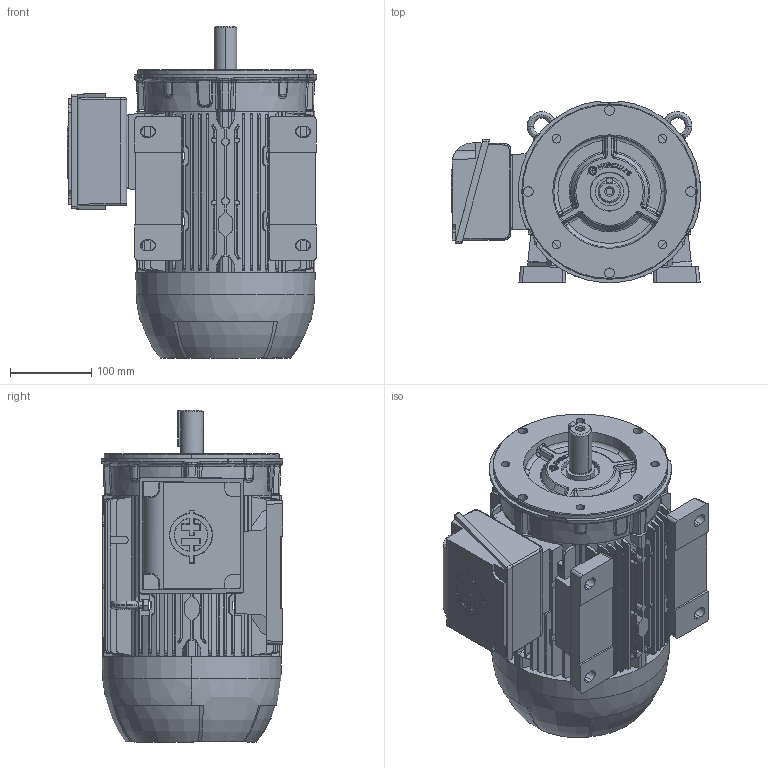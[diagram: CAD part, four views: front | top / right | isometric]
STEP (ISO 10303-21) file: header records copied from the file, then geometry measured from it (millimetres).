
FILE_DESCRIPTION (( 'STEP AP203' ), '1' );
FILE_NAME ('112S_CP_FC_RIGHT.STEP', '2022-06-28T19:57:55', ( '' ), ( '' ), 'SwSTEP 2.0', 'SolidWorks 2020', '' );
FILE_SCHEMA (( 'CONFIG_CONTROL_DESIGN' ));
Length unit declared in the file: millimetre
Products named in the file (1): 112S_CP_FC_RIGHT
Bounding box: 306.92 x 223.45 x 408.5 mm (x, y, z)
Surface area: 735404.2 mm2 (no closed solid volume)
Topology: 0 solids, 21 shells, 1838 faces, 5670 edges, 3806 vertices
Faces by surface type: plane 930, cylinder 380, cone 219, bspline 211, torus 95, sphere 3
Entity records: 72756 total; most frequent: CARTESIAN_POINT 27076, ORIENTED_EDGE 10041, DIRECTION 8204, EDGE_CURVE 5639, VERTEX_POINT 3806, VECTOR 2970, LINE 2970, AXIS2_PLACEMENT_3D 2617
